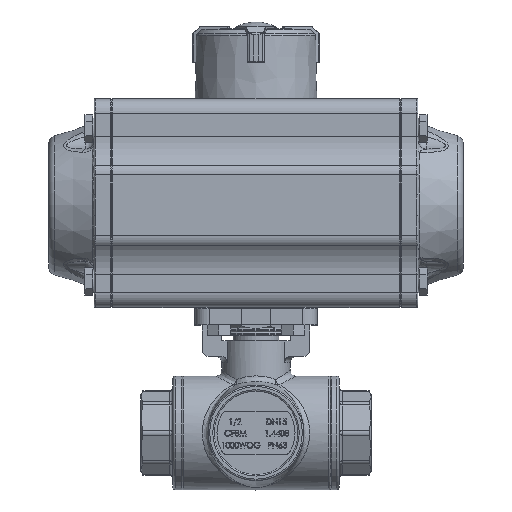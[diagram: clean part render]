
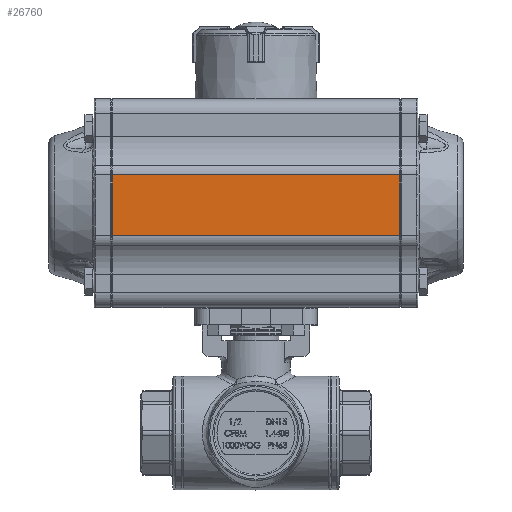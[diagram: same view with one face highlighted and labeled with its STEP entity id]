
A CAD part, top view. The second image highlights one B-rep face of the part: STEP entity #26760.
In plain terms, the highlighted face is planar.
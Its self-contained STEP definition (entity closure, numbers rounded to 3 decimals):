
#802=PLANE('',#28956);
#3446=LINE('',#71961,#5347);
#3447=LINE('',#71965,#5348);
#3448=LINE('',#71967,#5349);
#3449=LINE('',#71969,#5350);
#5347=VECTOR('',#34046,1000.);
#5348=VECTOR('',#34051,1000.);
#5349=VECTOR('',#34052,1000.);
#5350=VECTOR('',#34053,1000.);
#11277=ORIENTED_EDGE('',*,*,#16851,.F.);
#11278=ORIENTED_EDGE('',*,*,#16853,.T.);
#11279=ORIENTED_EDGE('',*,*,#16854,.T.);
#11280=ORIENTED_EDGE('',*,*,#16855,.T.);
#16851=EDGE_CURVE('',#19990,#19991,#3446,.T.);
#16853=EDGE_CURVE('',#19990,#19992,#3447,.T.);
#16854=EDGE_CURVE('',#19992,#19993,#3448,.T.);
#16855=EDGE_CURVE('',#19993,#19991,#3449,.T.);
#19990=VERTEX_POINT('',#71960);
#19991=VERTEX_POINT('',#71962);
#19992=VERTEX_POINT('',#71966);
#19993=VERTEX_POINT('',#71968);
#22977=EDGE_LOOP('',(#11277,#11278,#11279,#11280));
#24894=FACE_BOUND('',#22977,.T.);
#26760=ADVANCED_FACE('',(#24894),#802,.F.);
#28956=AXIS2_PLACEMENT_3D('',#71964,#34049,#34050);
#34046=DIRECTION('',(0.,0.,-1.));
#34049=DIRECTION('',(-1.,0.,0.));
#34050=DIRECTION('',(0.,0.,1.));
#34051=DIRECTION('',(0.,-1.,0.));
#34052=DIRECTION('',(0.,0.,-1.));
#34053=DIRECTION('',(0.,1.,0.));
#71960=CARTESIAN_POINT('',(29.5,10.363,49.2));
#71961=CARTESIAN_POINT('',(29.5,10.363,49.5));
#71962=CARTESIAN_POINT('',(29.5,10.363,-49.2));
#71964=CARTESIAN_POINT('',(29.5,-10.363,49.5));
#71965=CARTESIAN_POINT('',(29.5,-10.363,49.2));
#71966=CARTESIAN_POINT('',(29.5,-10.363,49.2));
#71967=CARTESIAN_POINT('',(29.5,-10.363,49.5));
#71968=CARTESIAN_POINT('',(29.5,-10.363,-49.2));
#71969=CARTESIAN_POINT('',(29.5,-10.363,-49.2));
